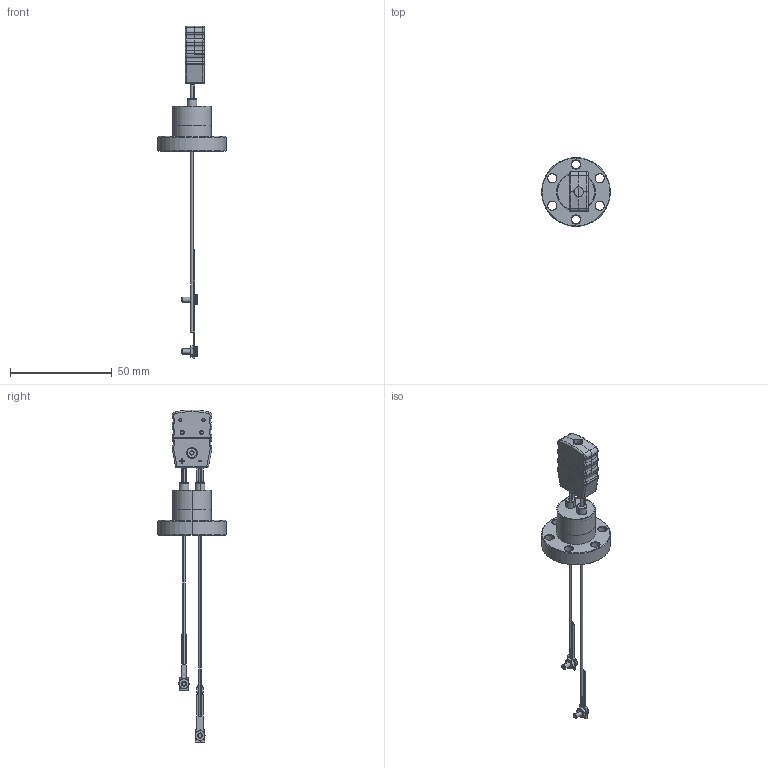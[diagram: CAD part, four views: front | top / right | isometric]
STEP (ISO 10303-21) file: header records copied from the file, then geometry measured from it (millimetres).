
FILE_DESCRIPTION (( 'STEP AP203' ), '1' );
FILE_NAME ('9312000.STEP', '2010-12-09T19:44:28', ( 'MIS' ), ( 'ISI INSULATORSEAL' ), 'SwSTEP 2.0', 'SolidWorks 2008', '' );
FILE_SCHEMA (( 'CONFIG_CONTROL_DESIGN' ));
Length unit declared in the file: inch
Products named in the file (20): 0054303B; 0025202D; 0291157A; 0291160A; 0054202B_91841A004; 0054004-part2; 0054004F; 9312000; 0043703C; 0229305F; 0024601L; 0025104B; 0024501R; 0054307B; 0054103B; 0054201G_91792A092; 0054107B; F133075; 0054004-part1; 0054004-part3
Assembly tree (24 placements, depth 4):
  9312000
    0043703C
      0024601L  x2
      0024501R  x2
      0054103B
      0291157A
      0054202B_91841A004  x2
      0054107B
      0291160A
      0054307B
      0054303B
      0229305F
        0025202D
        0025104B
      0054201G_91792A092  x2
      0054004F
        0054004-part2
        0054004-part3  x2
        0054004-part1
    F133075
Bounding box: 33.78 x 33.78 x 162.94 mm (x, y, z)
Volume: 9814.5 mm3; surface area: 11754.1 mm2
Topology: 21 solids, 21 shells, 860 faces, 2161 edges, 1379 vertices
Faces by surface type: plane 494, cylinder 198, cone 94, torus 66, sphere 8
Entity records: 25965 total; most frequent: CARTESIAN_POINT 4340, DIRECTION 4081, ORIENTED_EDGE 3978, EDGE_CURVE 1989, VECTOR 1411, LINE 1411, AXIS2_PLACEMENT_3D 1335, VERTEX_POINT 1276
